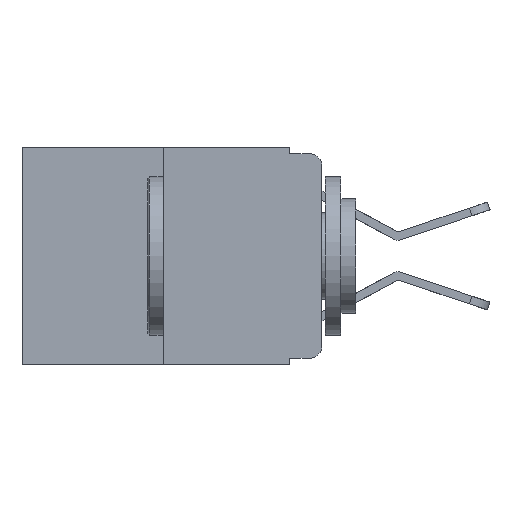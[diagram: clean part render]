
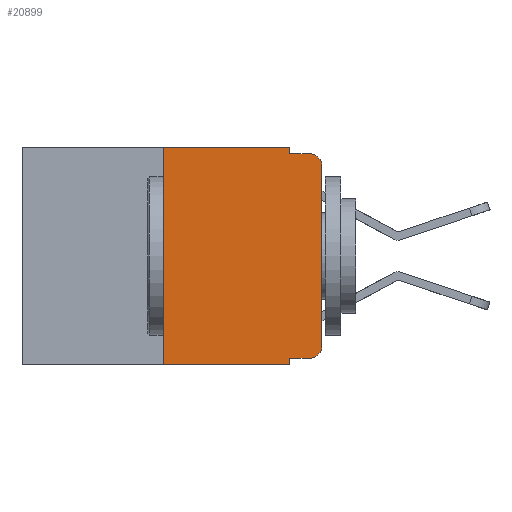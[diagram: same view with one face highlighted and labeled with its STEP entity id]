
A CAD part, left-side view. The second image highlights one B-rep face of the part: STEP entity #20899.
In plain terms, the highlighted planar face has unit normal (-1, 0, 0).
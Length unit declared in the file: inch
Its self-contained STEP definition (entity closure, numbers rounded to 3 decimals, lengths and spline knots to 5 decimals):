
#50 = EDGE_CURVE ( 'NONE', #3544, #12294, #20852, .T. ) ;
#121 = CIRCLE ( 'NONE', #5008, 0.02 ) ;
#1132 = ORIENTED_EDGE ( 'NONE', *, *, #2451, .T. ) ;
#1175 = CARTESIAN_POINT ( 'NONE',  ( 0., 0.25, -0.343 ) ) ;
#1260 = EDGE_CURVE ( 'NONE', #12294, #8308, #20524, .T. ) ;
#1401 = CARTESIAN_POINT ( 'NONE',  ( 0., 0.051, -0.01 ) ) ;
#1496 = CARTESIAN_POINT ( 'NONE',  ( 0., 0.473, 0. ) ) ;
#1613 = DIRECTION ( 'NONE',  ( 0., 0., -1. ) ) ;
#1747 = EDGE_LOOP ( 'NONE', ( #17830, #1132, #2429, #7490, #5716, #4804, #2030, #16472, #13406, #4559 ) ) ;
#1826 = DIRECTION ( 'NONE',  ( 0., 0., -1. ) ) ;
#2030 = ORIENTED_EDGE ( 'NONE', *, *, #9055, .T. ) ;
#2429 = ORIENTED_EDGE ( 'NONE', *, *, #1260, .F. ) ;
#2451 = EDGE_CURVE ( 'NONE', #16136, #8308, #121, .T. ) ;
#2724 = VECTOR ( 'NONE', #1613, 39.37008 ) ;
#3090 = CARTESIAN_POINT ( 'NONE',  ( 0., 0.051, -0.333 ) ) ;
#3431 = DIRECTION ( 'NONE',  ( -1., 0., 0. ) ) ;
#3447 = DIRECTION ( 'NONE',  ( 1., 0., 0. ) ) ;
#3512 = CARTESIAN_POINT ( 'NONE',  ( 0., 0.02, -0.03 ) ) ;
#3544 = VERTEX_POINT ( 'NONE', #13656 ) ;
#3659 = EDGE_CURVE ( 'NONE', #14808, #16136, #8047, .T. ) ;
#4075 = VECTOR ( 'NONE', #13660, 39.37008 ) ;
#4559 = ORIENTED_EDGE ( 'NONE', *, *, #17974, .T. ) ;
#4619 = VERTEX_POINT ( 'NONE', #19967 ) ;
#4770 = DIRECTION ( 'NONE',  ( 0., 0., 1. ) ) ;
#4804 = ORIENTED_EDGE ( 'NONE', *, *, #21393, .F. ) ;
#5008 = AXIS2_PLACEMENT_3D ( 'NONE', #3512, #3431, #1826 ) ;
#5044 = VECTOR ( 'NONE', #20844, 39.37008 ) ;
#5101 = CARTESIAN_POINT ( 'NONE',  ( 0., 0.473, 0. ) ) ;
#5716 = ORIENTED_EDGE ( 'NONE', *, *, #20845, .F. ) ;
#6811 = VECTOR ( 'NONE', #4770, 39.37008 ) ;
#7128 = VECTOR ( 'NONE', #20039, 39.37008 ) ;
#7152 = VECTOR ( 'NONE', #11150, 39.37008 ) ;
#7248 = VERTEX_POINT ( 'NONE', #3090 ) ;
#7344 = VECTOR ( 'NONE', #12020, 39.37008 ) ;
#7490 = ORIENTED_EDGE ( 'NONE', *, *, #50, .F. ) ;
#7883 = DIRECTION ( 'NONE',  ( -1., 0., 0. ) ) ;
#8047 = LINE ( 'NONE', #8853, #5044 ) ;
#8308 = VERTEX_POINT ( 'NONE', #11068 ) ;
#8516 = CARTESIAN_POINT ( 'NONE',  ( 0., 0.473, -0.343 ) ) ;
#8853 = CARTESIAN_POINT ( 'NONE',  ( 0., 0., 0. ) ) ;
#9055 = EDGE_CURVE ( 'NONE', #14925, #4619, #9336, .T. ) ;
#9336 = LINE ( 'NONE', #8516, #21954 ) ;
#10876 = LINE ( 'NONE', #15128, #6811 ) ;
#11068 = CARTESIAN_POINT ( 'NONE',  ( 0., 0.02, -0.01 ) ) ;
#11150 = DIRECTION ( 'NONE',  ( 0., -1., 0. ) ) ;
#11337 = CARTESIAN_POINT ( 'NONE',  ( 0., 0.051, -0.01 ) ) ;
#11967 = LINE ( 'NONE', #17142, #2724 ) ;
#11972 = FACE_OUTER_BOUND ( 'NONE', #1747, .T. ) ;
#12020 = DIRECTION ( 'NONE',  ( 0., -1., 0. ) ) ;
#12294 = VERTEX_POINT ( 'NONE', #1401 ) ;
#13149 = CIRCLE ( 'NONE', #16531, 0.02 ) ;
#13406 = ORIENTED_EDGE ( 'NONE', *, *, #19111, .T. ) ;
#13656 = CARTESIAN_POINT ( 'NONE',  ( 0., 0.051, 0. ) ) ;
#13660 = DIRECTION ( 'NONE',  ( 0., -1., 0. ) ) ;
#14808 = VERTEX_POINT ( 'NONE', #14863 ) ;
#14863 = CARTESIAN_POINT ( 'NONE',  ( 0., 0., -0.313 ) ) ;
#14925 = VERTEX_POINT ( 'NONE', #1175 ) ;
#15128 = CARTESIAN_POINT ( 'NONE',  ( 0., 0.25, 0. ) ) ;
#15429 = DIRECTION ( 'NONE',  ( 0., -1., 0. ) ) ;
#15538 = DIRECTION ( 'NONE',  ( 0., 0., -1. ) ) ;
#16136 = VERTEX_POINT ( 'NONE', #19598 ) ;
#16319 = LINE ( 'NONE', #21490, #7152 ) ;
#16472 = ORIENTED_EDGE ( 'NONE', *, *, #20257, .F. ) ;
#16531 = AXIS2_PLACEMENT_3D ( 'NONE', #18182, #7883, #19877 ) ;
#17142 = CARTESIAN_POINT ( 'NONE',  ( 0., 0.051, 0. ) ) ;
#17277 = CARTESIAN_POINT ( 'NONE',  ( 0., 0.25, 0. ) ) ;
#17324 = LINE ( 'NONE', #1496, #4075 ) ;
#17830 = ORIENTED_EDGE ( 'NONE', *, *, #3659, .T. ) ;
#17974 = EDGE_CURVE ( 'NONE', #18746, #14808, #13149, .T. ) ;
#18182 = CARTESIAN_POINT ( 'NONE',  ( 0., 0.02, -0.313 ) ) ;
#18746 = VERTEX_POINT ( 'NONE', #20240 ) ;
#18835 = PLANE ( 'NONE',  #21742 ) ;
#19111 = EDGE_CURVE ( 'NONE', #7248, #18746, #16319, .T. ) ;
#19598 = CARTESIAN_POINT ( 'NONE',  ( 0., 0., -0.03 ) ) ;
#19877 = DIRECTION ( 'NONE',  ( 0., 0., -1. ) ) ;
#19967 = CARTESIAN_POINT ( 'NONE',  ( 0., 0.051, -0.343 ) ) ;
#20039 = DIRECTION ( 'NONE',  ( 0., 0., -1. ) ) ;
#20084 = VERTEX_POINT ( 'NONE', #17277 ) ;
#20240 = CARTESIAN_POINT ( 'NONE',  ( 0., 0.02, -0.333 ) ) ;
#20257 = EDGE_CURVE ( 'NONE', #7248, #4619, #11967, .T. ) ;
#20524 = LINE ( 'NONE', #11337, #7344 ) ;
#20844 = DIRECTION ( 'NONE',  ( 0., 0., 1. ) ) ;
#20845 = EDGE_CURVE ( 'NONE', #20084, #3544, #17324, .T. ) ;
#20852 = LINE ( 'NONE', #21711, #7128 ) ;
#20899 = ADVANCED_FACE ( 'NONE', ( #11972 ), #18835, .F. ) ;
#21393 = EDGE_CURVE ( 'NONE', #14925, #20084, #10876, .T. ) ;
#21490 = CARTESIAN_POINT ( 'NONE',  ( 0., 0.051, -0.333 ) ) ;
#21711 = CARTESIAN_POINT ( 'NONE',  ( 0., 0.051, 0. ) ) ;
#21742 = AXIS2_PLACEMENT_3D ( 'NONE', #5101, #3447, #15538 ) ;
#21954 = VECTOR ( 'NONE', #15429, 39.37008 ) ;
